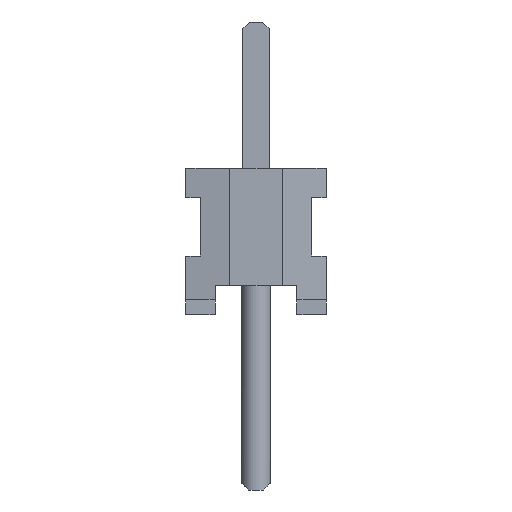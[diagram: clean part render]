
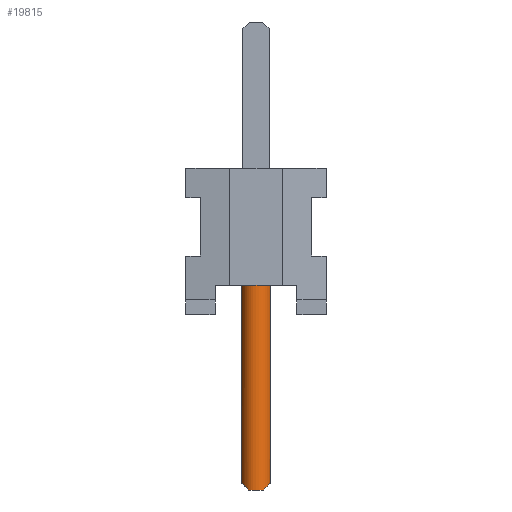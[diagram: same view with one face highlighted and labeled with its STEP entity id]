
A CAD part, left-side view. The second image highlights one B-rep face of the part: STEP entity #19815.
In plain terms, the highlighted cylindrical face has radius 0.254 mm (diameter 0.508 mm), a full revolution.
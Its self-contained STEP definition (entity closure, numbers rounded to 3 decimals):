
#18661 = EDGE_CURVE('',#18662,#18664,#18666,.T.);
#18662 = VERTEX_POINT('',#18663);
#18663 = CARTESIAN_POINT('',(-9.144,0.,1.27));
#18664 = VERTEX_POINT('',#18665);
#18665 = CARTESIAN_POINT('',(-8.67,0.127,1.27));
#18666 = CIRCLE('',#18667,0.254);
#18667 = AXIS2_PLACEMENT_3D('',#18668,#18669,#18670);
#18668 = CARTESIAN_POINT('',(-8.89,0.,1.27));
#18669 = DIRECTION('',(0.,0.,1.));
#18670 = DIRECTION('',(1.,0.,0.));
#18672 = EDGE_CURVE('',#18664,#18662,#18673,.T.);
#18673 = CIRCLE('',#18674,0.254);
#18674 = AXIS2_PLACEMENT_3D('',#18675,#18676,#18677);
#18675 = CARTESIAN_POINT('',(-8.89,0.,1.27));
#18676 = DIRECTION('',(0.,0.,1.));
#18677 = DIRECTION('',(1.,0.,0.));
#19815 = ADVANCED_FACE('',(#19816),#19862,.T.);
#19816 = FACE_BOUND('',#19817,.T.);
#19817 = EDGE_LOOP('',(#19818,#19819,#19826,#19835,#19844,#19853,#19860,
    #19861));
#19818 = ORIENTED_EDGE('',*,*,#18672,.F.);
#19819 = ORIENTED_EDGE('',*,*,#19820,.T.);
#19820 = EDGE_CURVE('',#18664,#19821,#19823,.T.);
#19821 = VERTEX_POINT('',#19822);
#19822 = CARTESIAN_POINT('',(-8.67,0.127,-3.048));
#19823 = B_SPLINE_CURVE_WITH_KNOTS('',1,(#19824,#19825),.UNSPECIFIED.,
  .F.,.F.,(2,2),(0.,4.318),.PIECEWISE_BEZIER_KNOTS.);
#19824 = CARTESIAN_POINT('',(-8.67,0.127,1.27));
#19825 = CARTESIAN_POINT('',(-8.67,0.127,-3.048));
#19826 = ORIENTED_EDGE('',*,*,#19827,.T.);
#19827 = EDGE_CURVE('',#19821,#19828,#19830,.T.);
#19828 = VERTEX_POINT('',#19829);
#19829 = CARTESIAN_POINT('',(-9.11,0.127,-3.048));
#19830 = ELLIPSE('',#19831,0.359,0.254);
#19831 = AXIS2_PLACEMENT_3D('',#19832,#19833,#19834);
#19832 = CARTESIAN_POINT('',(-8.89,0.,-3.175));
#19833 = DIRECTION('',(0.,-0.707,0.707));
#19834 = DIRECTION('',(0.,-0.707,-0.707));
#19835 = ORIENTED_EDGE('',*,*,#19836,.T.);
#19836 = EDGE_CURVE('',#19828,#19837,#19839,.T.);
#19837 = VERTEX_POINT('',#19838);
#19838 = CARTESIAN_POINT('',(-9.11,-0.127,-3.048));
#19839 = CIRCLE('',#19840,0.254);
#19840 = AXIS2_PLACEMENT_3D('',#19841,#19842,#19843);
#19841 = CARTESIAN_POINT('',(-8.89,0.,-3.048));
#19842 = DIRECTION('',(0.,0.,1.));
#19843 = DIRECTION('',(0.,-1.,0.));
#19844 = ORIENTED_EDGE('',*,*,#19845,.T.);
#19845 = EDGE_CURVE('',#19837,#19846,#19848,.T.);
#19846 = VERTEX_POINT('',#19847);
#19847 = CARTESIAN_POINT('',(-8.67,-0.127,-3.048));
#19848 = ELLIPSE('',#19849,0.359,0.254);
#19849 = AXIS2_PLACEMENT_3D('',#19850,#19851,#19852);
#19850 = CARTESIAN_POINT('',(-8.89,0.,-3.175));
#19851 = DIRECTION('',(0.,0.707,0.707));
#19852 = DIRECTION('',(0.,0.707,-0.707));
#19853 = ORIENTED_EDGE('',*,*,#19854,.T.);
#19854 = EDGE_CURVE('',#19846,#19821,#19855,.T.);
#19855 = CIRCLE('',#19856,0.254);
#19856 = AXIS2_PLACEMENT_3D('',#19857,#19858,#19859);
#19857 = CARTESIAN_POINT('',(-8.89,0.,-3.048));
#19858 = DIRECTION('',(0.,0.,1.));
#19859 = DIRECTION('',(0.,-1.,0.));
#19860 = ORIENTED_EDGE('',*,*,#19820,.F.);
#19861 = ORIENTED_EDGE('',*,*,#18661,.F.);
#19862 = CYLINDRICAL_SURFACE('',#19863,0.254);
#19863 = AXIS2_PLACEMENT_3D('',#19864,#19865,#19866);
#19864 = CARTESIAN_POINT('',(-8.89,0.,1.27));
#19865 = DIRECTION('',(0.,0.,-1.));
#19866 = DIRECTION('',(0.,1.,0.));
